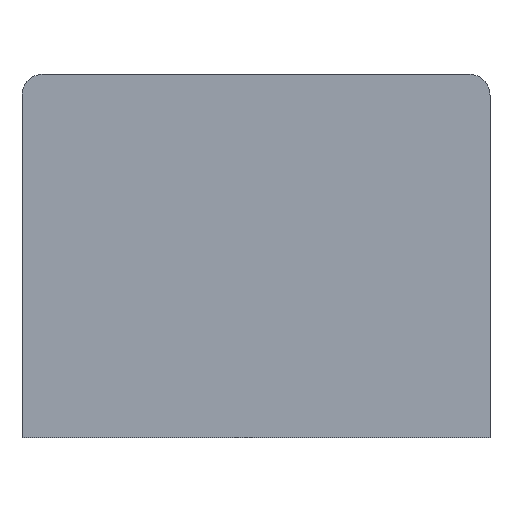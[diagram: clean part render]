
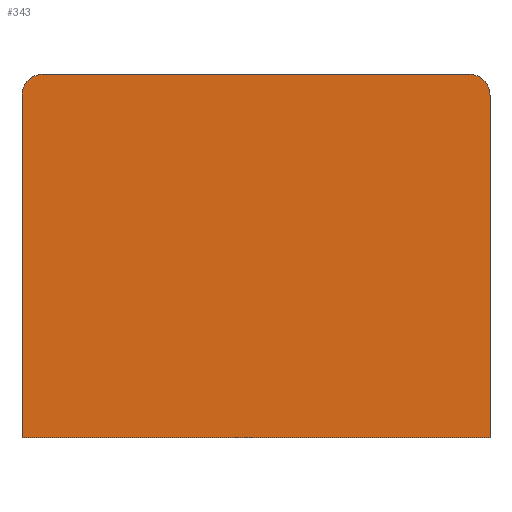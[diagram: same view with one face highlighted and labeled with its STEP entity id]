
A CAD part, front view. The second image highlights one B-rep face of the part: STEP entity #343.
In plain terms, the highlighted planar face has unit normal (0, -1, 0).
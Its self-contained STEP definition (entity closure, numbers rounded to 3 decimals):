
#32=PLANE('',#405);
#53=FACE_OUTER_BOUND('',#78,.T.);
#78=EDGE_LOOP('',(#310,#311,#312,#313,#314,#315));
#88=LINE('',#543,#115);
#94=LINE('',#562,#121);
#103=LINE('',#605,#130);
#105=LINE('',#608,#132);
#115=VECTOR('',#433,10.);
#121=VECTOR('',#453,10.);
#130=VECTOR('',#506,10.);
#132=VECTOR('',#510,10.);
#136=CIRCLE('',#373,2.5);
#140=CIRCLE('',#380,2.5);
#159=VERTEX_POINT('',#533);
#160=VERTEX_POINT('',#535);
#162=VERTEX_POINT('',#541);
#166=VERTEX_POINT('',#554);
#168=VERTEX_POINT('',#560);
#180=VERTEX_POINT('',#604);
#190=EDGE_CURVE('',#159,#160,#136,.T.);
#194=EDGE_CURVE('',#162,#159,#88,.T.);
#201=EDGE_CURVE('',#166,#162,#140,.T.);
#204=EDGE_CURVE('',#168,#166,#94,.T.);
#223=EDGE_CURVE('',#180,#168,#103,.T.);
#225=EDGE_CURVE('',#160,#180,#105,.T.);
#310=ORIENTED_EDGE('',*,*,#190,.F.);
#311=ORIENTED_EDGE('',*,*,#194,.F.);
#312=ORIENTED_EDGE('',*,*,#201,.F.);
#313=ORIENTED_EDGE('',*,*,#204,.F.);
#314=ORIENTED_EDGE('',*,*,#223,.F.);
#315=ORIENTED_EDGE('',*,*,#225,.F.);
#343=ADVANCED_FACE('',(#53),#32,.F.);
#373=AXIS2_PLACEMENT_3D('',#536,#426,#427);
#380=AXIS2_PLACEMENT_3D('',#556,#447,#448);
#405=AXIS2_PLACEMENT_3D('',#609,#511,#512);
#426=DIRECTION('center_axis',(0.,1.,0.));
#427=DIRECTION('ref_axis',(0.707,0.,0.707));
#433=DIRECTION('',(1.,0.,0.));
#447=DIRECTION('center_axis',(0.,1.,0.));
#448=DIRECTION('ref_axis',(-0.707,0.,0.707));
#453=DIRECTION('',(0.,0.,1.));
#506=DIRECTION('',(-1.,0.,0.));
#510=DIRECTION('',(0.,0.,-1.));
#511=DIRECTION('center_axis',(0.,1.,0.));
#512=DIRECTION('ref_axis',(0.,0.,1.));
#533=CARTESIAN_POINT('',(52.3,0.,0.));
#535=CARTESIAN_POINT('',(54.8,0.,-2.5));
#536=CARTESIAN_POINT('Origin',(52.3,0.,-2.5));
#541=CARTESIAN_POINT('',(2.5,0.,0.));
#543=CARTESIAN_POINT('',(0.,0.,0.));
#554=CARTESIAN_POINT('',(0.,0.,-2.5));
#556=CARTESIAN_POINT('Origin',(2.5,0.,-2.5));
#560=CARTESIAN_POINT('',(0.,0.,-42.6));
#562=CARTESIAN_POINT('',(0.,0.,-42.6));
#604=CARTESIAN_POINT('',(54.8,0.,-42.6));
#605=CARTESIAN_POINT('',(54.8,0.,-42.6));
#608=CARTESIAN_POINT('',(54.8,0.,0.));
#609=CARTESIAN_POINT('Origin',(27.4,0.,-21.3));
